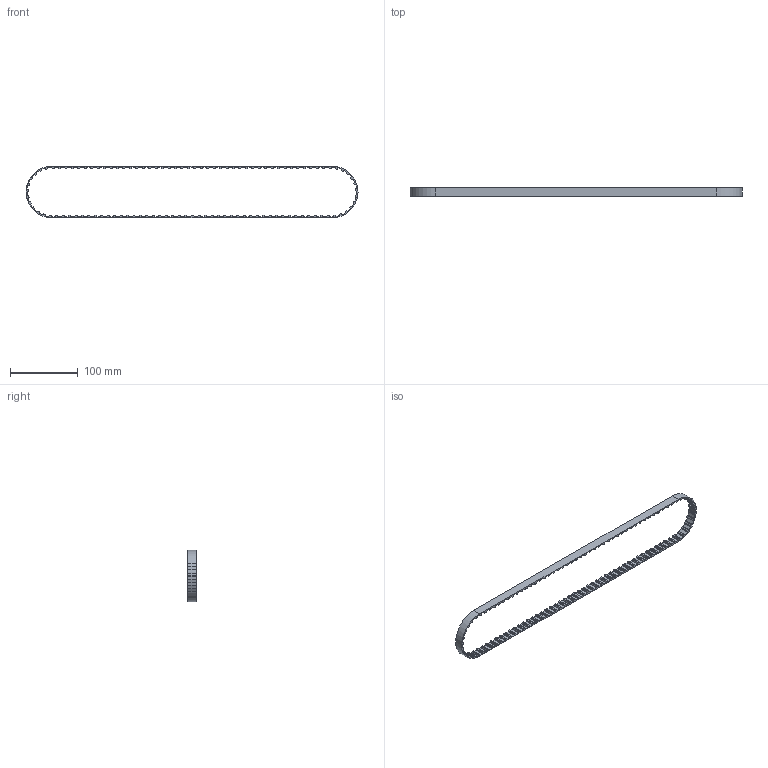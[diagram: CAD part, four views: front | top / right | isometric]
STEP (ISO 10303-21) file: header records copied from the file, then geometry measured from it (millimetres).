
FILE_DESCRIPTION (( 'STEP AP214' ), '1' );
FILE_NAME ('420L050NG.step', '2015-04-08T22:56:40', ( '' ), ( '' ), 'SwSTEP 2.0', 'SolidWorks 2014', '' );
FILE_SCHEMA (( 'AUTOMOTIVE_DESIGN' ));
Length unit declared in the file: inch
Products named in the file (1): 420L050NG
Bounding box: 489.91 x 12.7 x 76.2 mm (x, y, z)
Volume: 31209.1 mm3; surface area: 35124.1 mm2
Topology: 1 solids, 1 shells, 912 faces, 2730 edges, 1820 vertices
Faces by surface type: cylinder 487, plane 425
Entity records: 31072 total; most frequent: DIRECTION 5530, CARTESIAN_POINT 5463, ORIENTED_EDGE 5460, EDGE_CURVE 2730, AXIS2_PLACEMENT_3D 1887, VERTEX_POINT 1820, VECTOR 1756, LINE 1756
